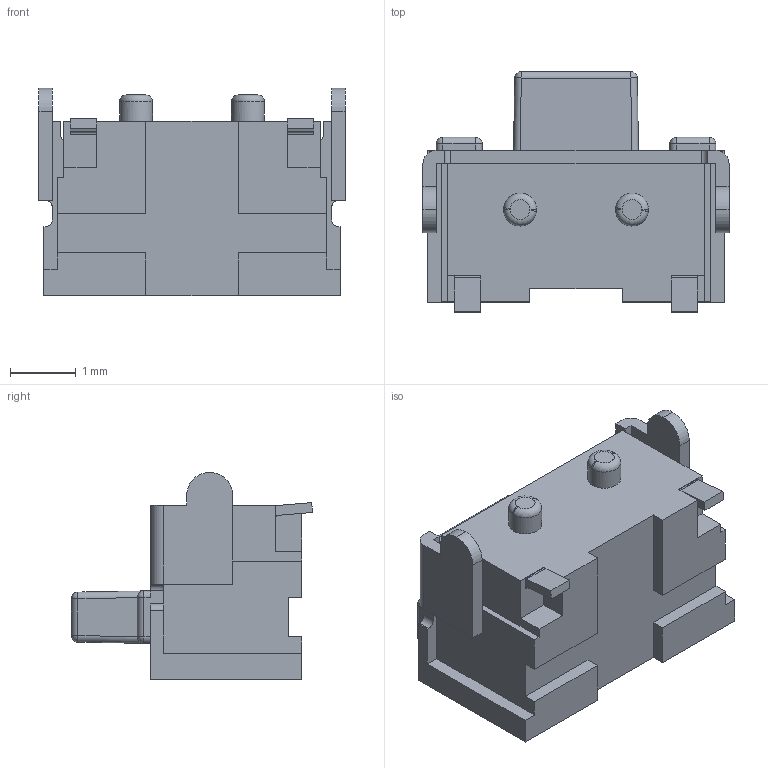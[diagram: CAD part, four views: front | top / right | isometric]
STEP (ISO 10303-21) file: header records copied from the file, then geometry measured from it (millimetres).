
FILE_DESCRIPTION(('STEP AP214'),'1');
FILE_NAME('xb-ts-1010b-x-a.stp','2024-01-26T08:34:44',('TraceParts'),('TraceParts S.A.'),'Spatial InterOp 3D',' ',' ');
FILE_SCHEMA(('AUTOMOTIVE_DESIGN { 1 0 10303 214 1 1 1 1 }'));
Length unit declared in the file: millimetre
Products named in the file (1): xb-ts-1010b-x-a
Bounding box: 4.65 x 3.66 x 3.15 mm (x, y, z)
Volume: 26.3 mm3; surface area: 75.4 mm2
Topology: 1 solids, 1 shells, 666 faces, 1878 edges, 1228 vertices
Faces by surface type: plane 592, cylinder 54, sphere 12, torus 8
Entity records: 21073 total; most frequent: CARTESIAN_POINT 3801, ORIENTED_EDGE 3732, DIRECTION 3318, EDGE_CURVE 1866, LINE 1736, VECTOR 1736, VERTEX_POINT 1228, AXIS2_PLACEMENT_3D 791
